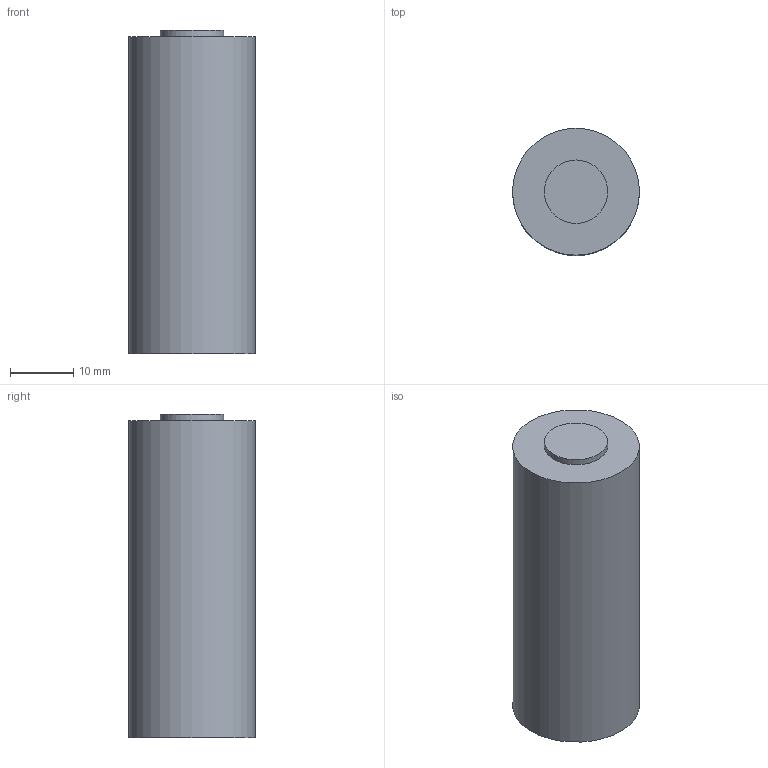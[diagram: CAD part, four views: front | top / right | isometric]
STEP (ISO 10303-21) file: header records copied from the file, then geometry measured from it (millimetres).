
FILE_DESCRIPTION(('HOOPS Exchange Step'),'2;1');
FILE_NAME('temp_export','2023-07-28T16:13:17+01:00',('igorn'),('Shapr3D Limited'),'HOOPS Exchange 2023.1','Shapr3D','Authorized');
FILE_SCHEMA( ('AUTOMOTIVE_DESIGN { 1 0 10303 214 1 1 1 1 }') );
Length unit declared in the file: millimetre
Products named in the file (1): root
Bounding box: 20 x 20 x 51 mm (x, y, z)
Volume: 14188.1 mm3; surface area: 8610 mm2
Topology: 7 solids, 7 shells, 27 faces, 51 edges, 38 vertices
Faces by surface type: plane 14, cylinder 9, cone 4
Full cylindrical faces by diameter (mm): 9.5 x2, 10 x6, 20 x1
Entity records: 767 total; most frequent: DIRECTION 145, CARTESIAN_POINT 117, ORIENTED_EDGE 102, AXIS2_PLACEMENT_3D 66, EDGE_CURVE 51, VERTEX_POINT 38, CIRCLE 38, EDGE_LOOP 31
